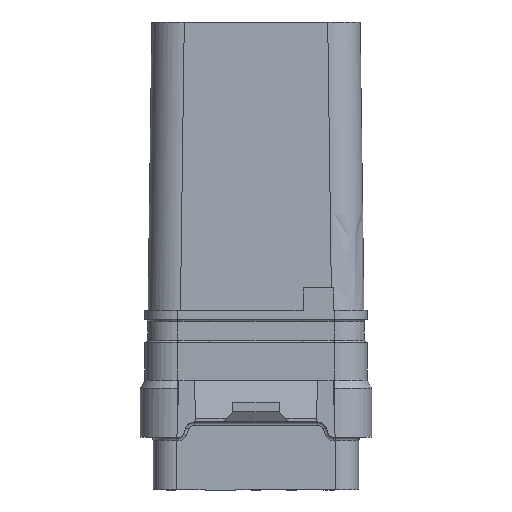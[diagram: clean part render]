
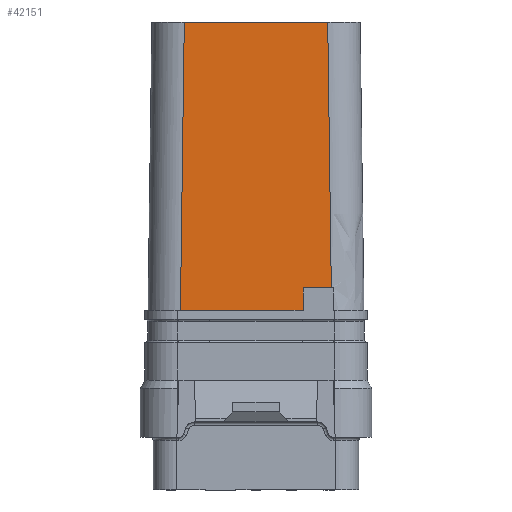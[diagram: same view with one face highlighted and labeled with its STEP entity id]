
A CAD part, front view. The second image highlights one B-rep face of the part: STEP entity #42151.
In plain terms, the highlighted planar face has unit normal (0, -1, 0.013).
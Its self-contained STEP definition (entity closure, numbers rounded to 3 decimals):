
#61=DIRECTION('',(1.,0.,0.));
#62=VECTOR('',#61,7.95);
#63=CARTESIAN_POINT('',(-4.9,-6.,0.));
#64=LINE('',#63,#62);
#65=DIRECTION('',(0.,0.013,1.));
#66=VECTOR('',#65,1.45);
#67=CARTESIAN_POINT('',(3.05,-6.,0.));
#68=LINE('',#67,#66);
#69=DIRECTION('',(0.013,0.013,1.));
#70=VECTOR('',#69,18.683);
#71=CARTESIAN_POINT('',(-4.9,-6.,0.));
#72=LINE('',#71,#70);
#73=DIRECTION('',(-1.,0.,0.));
#74=VECTOR('',#73,1.831);
#75=CARTESIAN_POINT('',(4.881,-5.981,1.45));
#76=LINE('',#75,#74);
#106=DIRECTION('',(-0.013,0.013,1.));
#107=VECTOR('',#106,17.233);
#108=CARTESIAN_POINT('',(4.881,-5.981,1.45));
#109=LINE('',#108,#107);
#7574=DIRECTION('',(1.,0.,0.));
#7575=VECTOR('',#7574,9.3);
#7576=CARTESIAN_POINT('',(-4.65,-5.75,18.68));
#7577=LINE('',#7576,#7575);
#36033=CARTESIAN_POINT('',(-4.65,-5.75,18.68));
#36034=VERTEX_POINT('',#36033);
#36035=CARTESIAN_POINT('',(4.65,-5.75,18.68));
#36036=VERTEX_POINT('',#36035);
#36049=CARTESIAN_POINT('',(-4.9,-6.,0.));
#36050=VERTEX_POINT('',#36049);
#36208=CARTESIAN_POINT('',(3.05,-6.,0.));
#36210=VERTEX_POINT('',#36208);
#36215=CARTESIAN_POINT('',(3.05,-5.981,1.45));
#36216=VERTEX_POINT('',#36215);
#36217=CARTESIAN_POINT('',(4.881,-5.981,1.45));
#36218=VERTEX_POINT('',#36217);
#42134=CARTESIAN_POINT('',(0.,-5.875,9.34));
#42135=DIRECTION('',(0.,-1.,0.013));
#42136=DIRECTION('',(1.,0.,0.));
#42137=AXIS2_PLACEMENT_3D('',#42134,#42135,#42136);
#42138=PLANE('',#42137);
#42139=ORIENTED_EDGE('',*,*,#42125,.F.);
#42140=ORIENTED_EDGE('',*,*,#42114,.F.);
#42142=ORIENTED_EDGE('',*,*,#42141,.T.);
#42144=ORIENTED_EDGE('',*,*,#42143,.T.);
#42146=ORIENTED_EDGE('',*,*,#42145,.F.);
#42148=ORIENTED_EDGE('',*,*,#42147,.T.);
#42149=EDGE_LOOP('',(#42139,#42140,#42142,#42144,#42146,#42148));
#42150=FACE_OUTER_BOUND('',#42149,.F.);
#42151=ADVANCED_FACE('',(#42150),#42138,.T.);
#42114=EDGE_CURVE('',#36050,#36210,#64,.T.);
#42125=EDGE_CURVE('',#36210,#36216,#68,.T.);
#42141=EDGE_CURVE('',#36050,#36034,#72,.T.);
#42143=EDGE_CURVE('',#36034,#36036,#7577,.T.);
#42145=EDGE_CURVE('',#36218,#36036,#109,.T.);
#42147=EDGE_CURVE('',#36218,#36216,#76,.T.);
